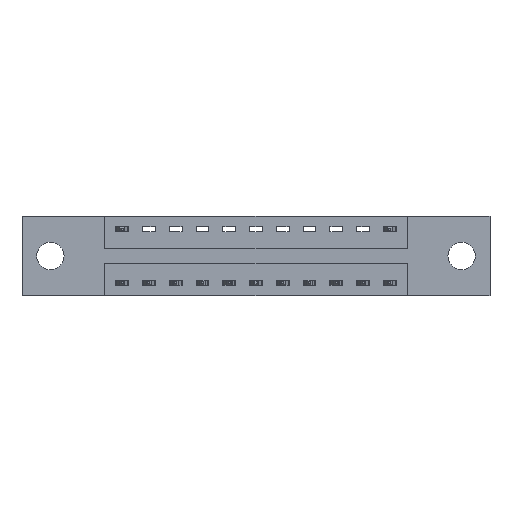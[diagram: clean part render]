
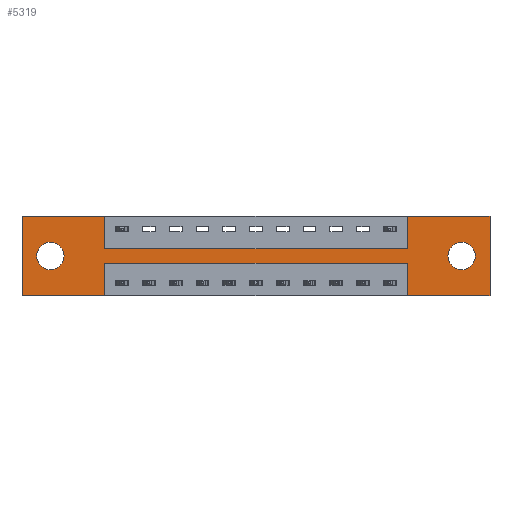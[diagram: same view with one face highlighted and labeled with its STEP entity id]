
A CAD part, front view. The second image highlights one B-rep face of the part: STEP entity #5319.
In plain terms, the highlighted planar face has unit normal (0, -1, 0).
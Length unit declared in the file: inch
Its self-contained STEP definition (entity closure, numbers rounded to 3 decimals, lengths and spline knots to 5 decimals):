
#64 = VERTEX_POINT ( 'NONE', #923 ) ;
#131 = CARTESIAN_POINT ( 'NONE',  ( 0., 0., 0. ) ) ;
#152 = CARTESIAN_POINT ( 'NONE',  ( 0.1325, 0., -0.249 ) ) ;
#247 = EDGE_CURVE ( 'NONE', #7220, #1177, #7046, .T. ) ;
#322 = DIRECTION ( 'NONE',  ( 1., 0., 0. ) ) ;
#383 = LINE ( 'NONE', #8784, #7041 ) ;
#626 = CARTESIAN_POINT ( 'NONE',  ( 0.3875, 0., 0. ) ) ;
#683 = CARTESIAN_POINT ( 'NONE',  ( 1.7975, 0., -0.22 ) ) ;
#710 = EDGE_CURVE ( 'NONE', #64, #7449, #10937, .T. ) ;
#843 = CARTESIAN_POINT ( 'NONE',  ( 0.3875, 0., -0.22 ) ) ;
#923 = CARTESIAN_POINT ( 'NONE',  ( 1.7975, 0., -0.37 ) ) ;
#962 = VERTEX_POINT ( 'NONE', #3237 ) ;
#1021 = DIRECTION ( 'NONE',  ( 0., 0., -1. ) ) ;
#1060 = ORIENTED_EDGE ( 'NONE', *, *, #10286, .T. ) ;
#1177 = VERTEX_POINT ( 'NONE', #10053 ) ;
#1262 = FACE_BOUND ( 'NONE', #3922, .T. ) ;
#1293 = EDGE_LOOP ( 'NONE', ( #1060, #10186 ) ) ;
#1357 = CIRCLE ( 'NONE', #2451, 0.064 ) ;
#1394 = CARTESIAN_POINT ( 'NONE',  ( 0.3875, 0., -0.37 ) ) ;
#1446 = CARTESIAN_POINT ( 'NONE',  ( 0., 0., -0.37 ) ) ;
#1606 = DIRECTION ( 'NONE',  ( -1., 0., 0. ) ) ;
#1710 = LINE ( 'NONE', #131, #8260 ) ;
#1713 = CARTESIAN_POINT ( 'NONE',  ( 0., 0., -0.37 ) ) ;
#1763 = DIRECTION ( 'NONE',  ( -1., 0., 0. ) ) ;
#2178 = VERTEX_POINT ( 'NONE', #1713 ) ;
#2192 = ORIENTED_EDGE ( 'NONE', *, *, #2539, .F. ) ;
#2402 = CARTESIAN_POINT ( 'NONE',  ( 0.1325, 0., -0.185 ) ) ;
#2451 = AXIS2_PLACEMENT_3D ( 'NONE', #2402, #8341, #3318 ) ;
#2487 = ORIENTED_EDGE ( 'NONE', *, *, #5077, .F. ) ;
#2530 = VECTOR ( 'NONE', #4151, 39.37008 ) ;
#2539 = EDGE_CURVE ( 'NONE', #10318, #2844, #9143, .T. ) ;
#2772 = ORIENTED_EDGE ( 'NONE', *, *, #5384, .F. ) ;
#2844 = VERTEX_POINT ( 'NONE', #9842 ) ;
#2867 = DIRECTION ( 'NONE',  ( 0., 0., 1. ) ) ;
#3066 = VECTOR ( 'NONE', #5617, 39.37008 ) ;
#3149 = VERTEX_POINT ( 'NONE', #10437 ) ;
#3187 = ORIENTED_EDGE ( 'NONE', *, *, #6313, .T. ) ;
#3237 = CARTESIAN_POINT ( 'NONE',  ( 2.0525, 0., -0.121 ) ) ;
#3262 = PLANE ( 'NONE',  #10640 ) ;
#3276 = AXIS2_PLACEMENT_3D ( 'NONE', #10321, #5306, #11093 ) ;
#3318 = DIRECTION ( 'NONE',  ( 0., 0., 1. ) ) ;
#3407 = FACE_BOUND ( 'NONE', #1293, .T. ) ;
#3744 = ORIENTED_EDGE ( 'NONE', *, *, #4093, .F. ) ;
#3775 = DIRECTION ( 'NONE',  ( 1., 0., 0. ) ) ;
#3896 = VERTEX_POINT ( 'NONE', #7172 ) ;
#3922 = EDGE_LOOP ( 'NONE', ( #3187, #9922 ) ) ;
#3936 = VECTOR ( 'NONE', #1763, 39.37008 ) ;
#3990 = CARTESIAN_POINT ( 'NONE',  ( 0.3875, 0., 0. ) ) ;
#4007 = ORIENTED_EDGE ( 'NONE', *, *, #10990, .F. ) ;
#4093 = EDGE_CURVE ( 'NONE', #8919, #10083, #6566, .T. ) ;
#4138 = DIRECTION ( 'NONE',  ( 0., -1., 0. ) ) ;
#4151 = DIRECTION ( 'NONE',  ( 0., 0., -1. ) ) ;
#4212 = DIRECTION ( 'NONE',  ( -1., 0., 0. ) ) ;
#4279 = ORIENTED_EDGE ( 'NONE', *, *, #6459, .F. ) ;
#4281 = LINE ( 'NONE', #5611, #8737 ) ;
#4300 = CIRCLE ( 'NONE', #3276, 0.064 ) ;
#4303 = DIRECTION ( 'NONE',  ( 0., 1., 0. ) ) ;
#4304 = VECTOR ( 'NONE', #6109, 39.37008 ) ;
#4340 = CARTESIAN_POINT ( 'NONE',  ( 1.7975, 0., -0.15 ) ) ;
#4544 = ORIENTED_EDGE ( 'NONE', *, *, #6661, .F. ) ;
#4563 = CARTESIAN_POINT ( 'NONE',  ( 2.185, 0., 0. ) ) ;
#4700 = VERTEX_POINT ( 'NONE', #7458 ) ;
#4762 = CARTESIAN_POINT ( 'NONE',  ( 0.3875, 0., -0.15 ) ) ;
#4830 = CARTESIAN_POINT ( 'NONE',  ( 2.0525, 0., -0.185 ) ) ;
#4887 = VECTOR ( 'NONE', #1606, 39.37008 ) ;
#4893 = DIRECTION ( 'NONE',  ( 0., 0., -1. ) ) ;
#5073 = AXIS2_PLACEMENT_3D ( 'NONE', #4830, #10662, #5676 ) ;
#5077 = EDGE_CURVE ( 'NONE', #4700, #7220, #1710, .T. ) ;
#5213 = EDGE_CURVE ( 'NONE', #5251, #962, #11098, .T. ) ;
#5241 = LINE ( 'NONE', #4563, #9423 ) ;
#5251 = VERTEX_POINT ( 'NONE', #9060 ) ;
#5306 = DIRECTION ( 'NONE',  ( 0., 1., 0. ) ) ;
#5319 = ADVANCED_FACE ( 'NONE', ( #1262, #3407, #9856 ), #3262, .T. ) ;
#5384 = EDGE_CURVE ( 'NONE', #10083, #2178, #7062, .T. ) ;
#5611 = CARTESIAN_POINT ( 'NONE',  ( 0., 0., 0. ) ) ;
#5617 = DIRECTION ( 'NONE',  ( 1., 0., 0. ) ) ;
#5676 = DIRECTION ( 'NONE',  ( 0., 0., -1. ) ) ;
#5681 = EDGE_CURVE ( 'NONE', #2178, #4700, #383, .T. ) ;
#5709 = VERTEX_POINT ( 'NONE', #152 ) ;
#5741 = CARTESIAN_POINT ( 'NONE',  ( 0.3875, 0., -0.37 ) ) ;
#6109 = DIRECTION ( 'NONE',  ( 0., 0., 1. ) ) ;
#6313 = EDGE_CURVE ( 'NONE', #962, #5251, #4300, .T. ) ;
#6459 = EDGE_CURVE ( 'NONE', #3149, #3896, #5241, .T. ) ;
#6566 = LINE ( 'NONE', #1394, #8282 ) ;
#6661 = EDGE_CURVE ( 'NONE', #1177, #10318, #9808, .T. ) ;
#6666 = CARTESIAN_POINT ( 'NONE',  ( 0., 0., -0.37 ) ) ;
#6703 = EDGE_LOOP ( 'NONE', ( #3744, #4007, #8461, #10665, #4279, #8732, #2192, #4544, #6728, #2487, #9273, #2772 ) ) ;
#6728 = ORIENTED_EDGE ( 'NONE', *, *, #247, .F. ) ;
#6745 = CARTESIAN_POINT ( 'NONE',  ( 0., 0., -0.37 ) ) ;
#6819 = EDGE_CURVE ( 'NONE', #5709, #9447, #1357, .T. ) ;
#7041 = VECTOR ( 'NONE', #2867, 39.37008 ) ;
#7046 = LINE ( 'NONE', #626, #2530 ) ;
#7062 = LINE ( 'NONE', #6666, #9337 ) ;
#7131 = EDGE_CURVE ( 'NONE', #2844, #3149, #4281, .T. ) ;
#7172 = CARTESIAN_POINT ( 'NONE',  ( 2.185, 0., -0.37 ) ) ;
#7220 = VERTEX_POINT ( 'NONE', #3990 ) ;
#7449 = VERTEX_POINT ( 'NONE', #683 ) ;
#7458 = CARTESIAN_POINT ( 'NONE',  ( 0., 0., 0. ) ) ;
#7863 = CARTESIAN_POINT ( 'NONE',  ( 1.7975, 0., -0.37 ) ) ;
#8208 = CARTESIAN_POINT ( 'NONE',  ( 1.7975, 0., 0. ) ) ;
#8260 = VECTOR ( 'NONE', #3775, 39.37008 ) ;
#8282 = VECTOR ( 'NONE', #4893, 39.37008 ) ;
#8341 = DIRECTION ( 'NONE',  ( 0., 1., 0. ) ) ;
#8387 = LINE ( 'NONE', #843, #3936 ) ;
#8461 = ORIENTED_EDGE ( 'NONE', *, *, #710, .F. ) ;
#8538 = CIRCLE ( 'NONE', #10155, 0.064 ) ;
#8732 = ORIENTED_EDGE ( 'NONE', *, *, #7131, .F. ) ;
#8737 = VECTOR ( 'NONE', #322, 39.37008 ) ;
#8784 = CARTESIAN_POINT ( 'NONE',  ( 0., 0., 0. ) ) ;
#8817 = LINE ( 'NONE', #6745, #4887 ) ;
#8919 = VERTEX_POINT ( 'NONE', #9249 ) ;
#8948 = EDGE_CURVE ( 'NONE', #3896, #64, #8817, .T. ) ;
#9060 = CARTESIAN_POINT ( 'NONE',  ( 2.0525, 0., -0.249 ) ) ;
#9143 = LINE ( 'NONE', #8208, #10793 ) ;
#9249 = CARTESIAN_POINT ( 'NONE',  ( 0.3875, 0., -0.22 ) ) ;
#9273 = ORIENTED_EDGE ( 'NONE', *, *, #5681, .F. ) ;
#9336 = CARTESIAN_POINT ( 'NONE',  ( 0.1325, 0., -0.185 ) ) ;
#9337 = VECTOR ( 'NONE', #4212, 39.37008 ) ;
#9423 = VECTOR ( 'NONE', #1021, 39.37008 ) ;
#9447 = VERTEX_POINT ( 'NONE', #10724 ) ;
#9808 = LINE ( 'NONE', #4762, #3066 ) ;
#9842 = CARTESIAN_POINT ( 'NONE',  ( 1.7975, 0., 0. ) ) ;
#9856 = FACE_OUTER_BOUND ( 'NONE', #6703, .T. ) ;
#9887 = DIRECTION ( 'NONE',  ( 0., 0., 1. ) ) ;
#9922 = ORIENTED_EDGE ( 'NONE', *, *, #5213, .T. ) ;
#10006 = DIRECTION ( 'NONE',  ( 0., 0., -1. ) ) ;
#10053 = CARTESIAN_POINT ( 'NONE',  ( 0.3875, 0., -0.15 ) ) ;
#10083 = VERTEX_POINT ( 'NONE', #5741 ) ;
#10155 = AXIS2_PLACEMENT_3D ( 'NONE', #9336, #4303, #10179 ) ;
#10179 = DIRECTION ( 'NONE',  ( 0., 0., 1. ) ) ;
#10186 = ORIENTED_EDGE ( 'NONE', *, *, #6819, .T. ) ;
#10286 = EDGE_CURVE ( 'NONE', #9447, #5709, #8538, .T. ) ;
#10318 = VERTEX_POINT ( 'NONE', #4340 ) ;
#10321 = CARTESIAN_POINT ( 'NONE',  ( 2.0525, 0., -0.185 ) ) ;
#10437 = CARTESIAN_POINT ( 'NONE',  ( 2.185, 0., 0. ) ) ;
#10640 = AXIS2_PLACEMENT_3D ( 'NONE', #1446, #4138, #10006 ) ;
#10662 = DIRECTION ( 'NONE',  ( 0., 1., 0. ) ) ;
#10665 = ORIENTED_EDGE ( 'NONE', *, *, #8948, .F. ) ;
#10724 = CARTESIAN_POINT ( 'NONE',  ( 0.1325, 0., -0.121 ) ) ;
#10793 = VECTOR ( 'NONE', #9887, 39.37008 ) ;
#10937 = LINE ( 'NONE', #7863, #4304 ) ;
#10990 = EDGE_CURVE ( 'NONE', #7449, #8919, #8387, .T. ) ;
#11093 = DIRECTION ( 'NONE',  ( 0., 0., -1. ) ) ;
#11098 = CIRCLE ( 'NONE', #5073, 0.064 ) ;
